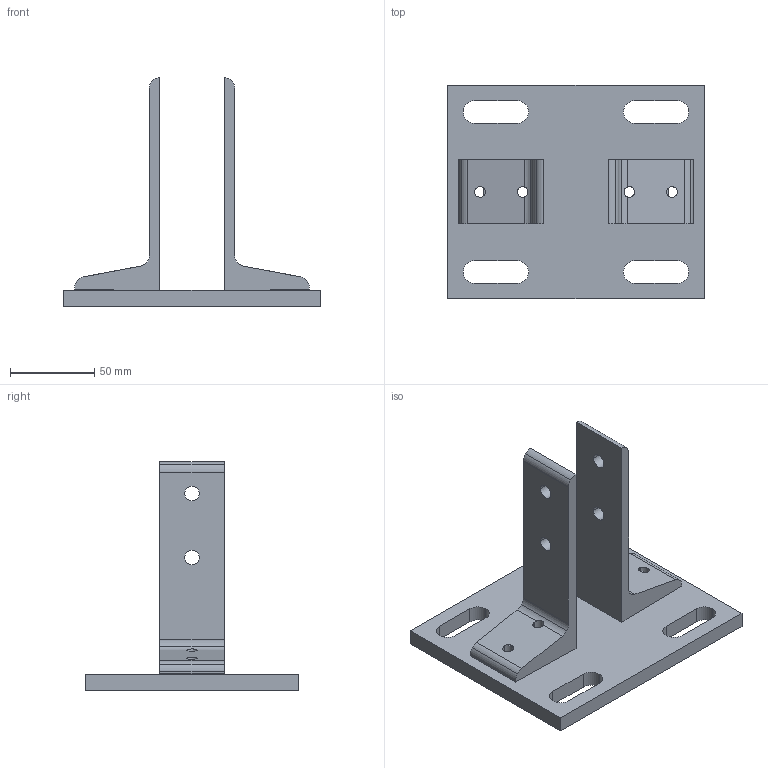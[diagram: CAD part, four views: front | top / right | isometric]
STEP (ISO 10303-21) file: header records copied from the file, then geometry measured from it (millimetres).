
FILE_DESCRIPTION((''),'2;1');
FILE_NAME('15FF5835.stp','2006-03-13T15:38:01',('Shawn Mantel'),('Faztek, LLC'),'Mechanical Desktop 2005','Mechanical Desktop 2005',', , ');
FILE_SCHEMA(('CONFIG_CONTROL_DESIGN'));
Length unit declared in the file: inch
Products named in the file (1): Product
Bounding box: 152.4 x 127 x 136.27 mm (x, y, z)
Volume: 257083.7 mm3; surface area: 76140.8 mm2
Topology: 3 solids, 3 shells, 126 faces, 342 edges, 224 vertices
Faces by surface type: cylinder 60, plane 34, cone 32
Entity records: 4235 total; most frequent: DIRECTION 772, CARTESIAN_POINT 727, ORIENTED_EDGE 684, EDGE_CURVE 342, AXIS2_PLACEMENT_3D 305, VERTEX_POINT 224, VECTOR 162, LINE 162
